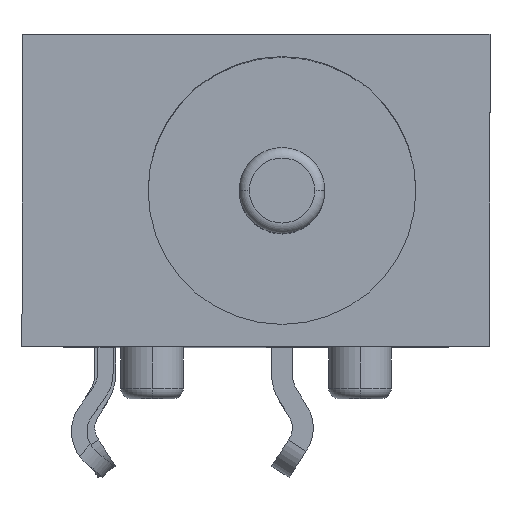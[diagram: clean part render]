
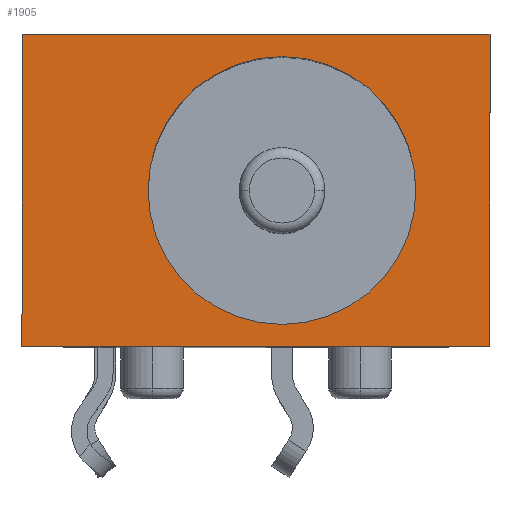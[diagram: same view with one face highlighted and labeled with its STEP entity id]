
A CAD part, top view. The second image highlights one B-rep face of the part: STEP entity #1905.
In plain terms, the highlighted planar face has unit normal (0, 0, 1).
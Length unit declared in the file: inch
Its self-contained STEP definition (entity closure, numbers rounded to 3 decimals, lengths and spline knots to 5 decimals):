
#36 = ORIENTED_EDGE ( 'NONE', *, *, #1633, .T. ) ;
#116 = CARTESIAN_POINT ( 'NONE',  ( 0.12106, 0.11811, 0. ) ) ;
#520 = AXIS2_PLACEMENT_3D ( 'NONE', #2894, #1914, #5558 ) ;
#536 = VECTOR ( 'NONE', #4507, 39.37008 ) ;
#607 = EDGE_CURVE ( 'NONE', #4514, #3920, #4913, .T. ) ;
#679 = CARTESIAN_POINT ( 'NONE',  ( -0.17717, 0., 0. ) ) ;
#832 = CARTESIAN_POINT ( 'NONE',  ( -0.17717, 0.23622, 0. ) ) ;
#1108 = AXIS2_PLACEMENT_3D ( 'NONE', #6378, #3776, #2988 ) ;
#1297 = EDGE_CURVE ( 'NONE', #3920, #4514, #1664, .T. ) ;
#1431 = LINE ( 'NONE', #832, #536 ) ;
#1455 = VECTOR ( 'NONE', #4760, 39.37008 ) ;
#1478 = ORIENTED_EDGE ( 'NONE', *, *, #1501, .T. ) ;
#1501 = EDGE_CURVE ( 'NONE', #1536, #4381, #1431, .T. ) ;
#1536 = VERTEX_POINT ( 'NONE', #4472 ) ;
#1626 = ORIENTED_EDGE ( 'NONE', *, *, #1862, .T. ) ;
#1633 = EDGE_CURVE ( 'NONE', #5034, #3832, #5283, .T. ) ;
#1664 = CIRCLE ( 'NONE', #2526, 0.10138 ) ;
#1702 = EDGE_LOOP ( 'NONE', ( #1626, #36, #5328, #1478 ) ) ;
#1772 = FACE_BOUND ( 'NONE', #6316, .T. ) ;
#1862 = EDGE_CURVE ( 'NONE', #4381, #5034, #5111, .T. ) ;
#1905 = ADVANCED_FACE ( 'NONE', ( #1772, #5315 ), #3208, .T. ) ;
#1914 = DIRECTION ( 'NONE',  ( 0., 0., 1. ) ) ;
#2066 = VECTOR ( 'NONE', #2457, 39.37008 ) ;
#2098 = CARTESIAN_POINT ( 'NONE',  ( -0.17717, 0., 0. ) ) ;
#2447 = DIRECTION ( 'NONE',  ( 0., 0., 1. ) ) ;
#2457 = DIRECTION ( 'NONE',  ( 0., 1., 0. ) ) ;
#2526 = AXIS2_PLACEMENT_3D ( 'NONE', #3862, #2447, #6036 ) ;
#2563 = CARTESIAN_POINT ( 'NONE',  ( 0.17717, 0., 0. ) ) ;
#2894 = CARTESIAN_POINT ( 'NONE',  ( 0.01969, 0.11811, 0. ) ) ;
#2988 = DIRECTION ( 'NONE',  ( 1., 0., 0. ) ) ;
#3208 = PLANE ( 'NONE',  #1108 ) ;
#3440 = CARTESIAN_POINT ( 'NONE',  ( 0.17717, 0.23622, 0. ) ) ;
#3526 = VECTOR ( 'NONE', #4127, 39.37008 ) ;
#3776 = DIRECTION ( 'NONE',  ( 0., 0., 1. ) ) ;
#3832 = VERTEX_POINT ( 'NONE', #2563 ) ;
#3862 = CARTESIAN_POINT ( 'NONE',  ( 0.01969, 0.11811, 0. ) ) ;
#3920 = VERTEX_POINT ( 'NONE', #5786 ) ;
#4127 = DIRECTION ( 'NONE',  ( 0., -1., 0. ) ) ;
#4317 = ORIENTED_EDGE ( 'NONE', *, *, #607, .F. ) ;
#4335 = ORIENTED_EDGE ( 'NONE', *, *, #1297, .F. ) ;
#4381 = VERTEX_POINT ( 'NONE', #4812 ) ;
#4472 = CARTESIAN_POINT ( 'NONE',  ( 0.17717, 0.23622, 0. ) ) ;
#4507 = DIRECTION ( 'NONE',  ( -1., 0., 0. ) ) ;
#4514 = VERTEX_POINT ( 'NONE', #116 ) ;
#4760 = DIRECTION ( 'NONE',  ( 1., 0., 0. ) ) ;
#4812 = CARTESIAN_POINT ( 'NONE',  ( -0.17717, 0.23622, 0. ) ) ;
#4913 = CIRCLE ( 'NONE', #520, 0.10138 ) ;
#5034 = VERTEX_POINT ( 'NONE', #2098 ) ;
#5111 = LINE ( 'NONE', #6692, #3526 ) ;
#5283 = LINE ( 'NONE', #679, #1455 ) ;
#5307 = EDGE_CURVE ( 'NONE', #3832, #1536, #6075, .T. ) ;
#5315 = FACE_OUTER_BOUND ( 'NONE', #1702, .T. ) ;
#5328 = ORIENTED_EDGE ( 'NONE', *, *, #5307, .T. ) ;
#5558 = DIRECTION ( 'NONE',  ( 1., 0., 0. ) ) ;
#5786 = CARTESIAN_POINT ( 'NONE',  ( -0.08169, 0.11811, 0. ) ) ;
#6036 = DIRECTION ( 'NONE',  ( 1., 0., 0. ) ) ;
#6075 = LINE ( 'NONE', #3440, #2066 ) ;
#6316 = EDGE_LOOP ( 'NONE', ( #4317, #4335 ) ) ;
#6378 = CARTESIAN_POINT ( 'NONE',  ( -0.17717, 0., 0. ) ) ;
#6692 = CARTESIAN_POINT ( 'NONE',  ( -0.17717, 0.23622, 0. ) ) ;
